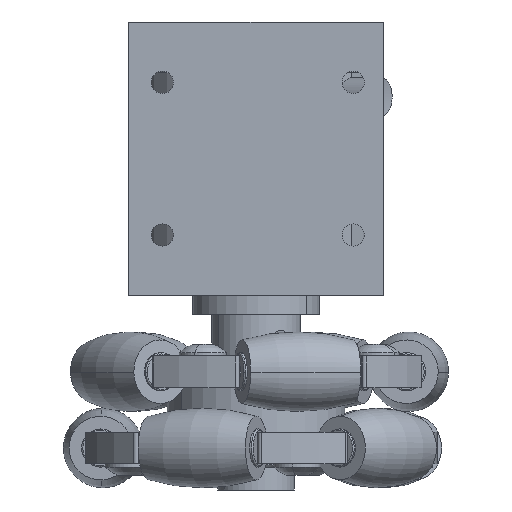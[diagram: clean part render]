
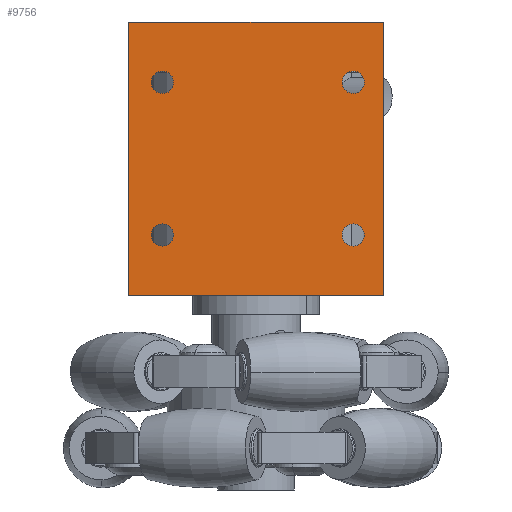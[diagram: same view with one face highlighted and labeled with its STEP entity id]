
A CAD part, front view. The second image highlights one B-rep face of the part: STEP entity #9756.
In plain terms, the highlighted planar face has unit normal (0, -1, 0).
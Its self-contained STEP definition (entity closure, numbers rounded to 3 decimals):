
#186 = CARTESIAN_POINT ( 'NONE',  ( 15.285, -1., 12. ) ) ;
#195 = EDGE_LOOP ( 'NONE', ( #2625, #10117 ) ) ;
#258 = EDGE_CURVE ( 'NONE', #9302, #10558, #6731, .T. ) ;
#360 = LINE ( 'NONE', #8716, #2025 ) ;
#390 = VERTEX_POINT ( 'NONE', #6712 ) ;
#747 = AXIS2_PLACEMENT_3D ( 'NONE', #8062, #4083, #1572 ) ;
#756 = CARTESIAN_POINT ( 'NONE',  ( 20., -1., 21.5 ) ) ;
#810 = DIRECTION ( 'NONE',  ( 0., 0., 1. ) ) ;
#840 = CARTESIAN_POINT ( 'NONE',  ( -14.715, -1., 10.25 ) ) ;
#854 = CARTESIAN_POINT ( 'NONE',  ( -14.715, -1., 12. ) ) ;
#899 = CIRCLE ( 'NONE', #9438, 1.75 ) ;
#936 = EDGE_CURVE ( 'NONE', #3508, #5036, #7578, .T. ) ;
#1068 = CARTESIAN_POINT ( 'NONE',  ( -14.715, -1., -10.25 ) ) ;
#1227 = CARTESIAN_POINT ( 'NONE',  ( -14.715, -1., -12. ) ) ;
#1304 = EDGE_LOOP ( 'NONE', ( #2767, #9543 ) ) ;
#1426 = CARTESIAN_POINT ( 'NONE',  ( 20., -1., -21.5 ) ) ;
#1446 = ORIENTED_EDGE ( 'NONE', *, *, #936, .T. ) ;
#1543 = EDGE_LOOP ( 'NONE', ( #3715, #7050 ) ) ;
#1572 = DIRECTION ( 'NONE',  ( 0., 0., 1. ) ) ;
#1952 = DIRECTION ( 'NONE',  ( 1., 0., 0. ) ) ;
#1999 = DIRECTION ( 'NONE',  ( 0., 0., -1. ) ) ;
#2025 = VECTOR ( 'NONE', #1999, 1000. ) ;
#2142 = CARTESIAN_POINT ( 'NONE',  ( 15.285, -1., -12. ) ) ;
#2352 = VERTEX_POINT ( 'NONE', #10207 ) ;
#2368 = VERTEX_POINT ( 'NONE', #6085 ) ;
#2404 = FACE_BOUND ( 'NONE', #1304, .T. ) ;
#2451 = VERTEX_POINT ( 'NONE', #5255 ) ;
#2454 = PLANE ( 'NONE',  #747 ) ;
#2458 = CARTESIAN_POINT ( 'NONE',  ( -14.715, -1., 12. ) ) ;
#2474 = ORIENTED_EDGE ( 'NONE', *, *, #3172, .T. ) ;
#2523 = DIRECTION ( 'NONE',  ( 0., 0., 1. ) ) ;
#2625 = ORIENTED_EDGE ( 'NONE', *, *, #10160, .T. ) ;
#2711 = DIRECTION ( 'NONE',  ( 0., 1., 0. ) ) ;
#2743 = VERTEX_POINT ( 'NONE', #1068 ) ;
#2767 = ORIENTED_EDGE ( 'NONE', *, *, #9546, .T. ) ;
#2820 = DIRECTION ( 'NONE',  ( 0., 1., 0. ) ) ;
#3021 = CIRCLE ( 'NONE', #3365, 1.75 ) ;
#3172 = EDGE_CURVE ( 'NONE', #5036, #3508, #6899, .T. ) ;
#3177 = DIRECTION ( 'NONE',  ( 0., 1., 0. ) ) ;
#3314 = EDGE_CURVE ( 'NONE', #2451, #2352, #360, .T. ) ;
#3365 = AXIS2_PLACEMENT_3D ( 'NONE', #186, #2711, #6036 ) ;
#3508 = VERTEX_POINT ( 'NONE', #840 ) ;
#3547 = ORIENTED_EDGE ( 'NONE', *, *, #5826, .F. ) ;
#3715 = ORIENTED_EDGE ( 'NONE', *, *, #7411, .T. ) ;
#4004 = ORIENTED_EDGE ( 'NONE', *, *, #9303, .T. ) ;
#4083 = DIRECTION ( 'NONE',  ( 0., 1., 0. ) ) ;
#4235 = LINE ( 'NONE', #7623, #6133 ) ;
#4333 = CARTESIAN_POINT ( 'NONE',  ( 15.285, -1., -10.25 ) ) ;
#4399 = DIRECTION ( 'NONE',  ( 0., 0., -1. ) ) ;
#4403 = VERTEX_POINT ( 'NONE', #756 ) ;
#4497 = CARTESIAN_POINT ( 'NONE',  ( 0., -1., 21.5 ) ) ;
#4848 = FACE_BOUND ( 'NONE', #1543, .T. ) ;
#4900 = FACE_BOUND ( 'NONE', #10608, .T. ) ;
#5036 = VERTEX_POINT ( 'NONE', #6088 ) ;
#5140 = LINE ( 'NONE', #4497, #9904 ) ;
#5255 = CARTESIAN_POINT ( 'NONE',  ( -20., -1., 21.5 ) ) ;
#5390 = EDGE_LOOP ( 'NONE', ( #3547, #6889, #4004, #6468 ) ) ;
#5434 = DIRECTION ( 'NONE',  ( 0., 0., 1. ) ) ;
#5466 = DIRECTION ( 'NONE',  ( 0., 1., 0. ) ) ;
#5504 = DIRECTION ( 'NONE',  ( 0., 1., 0. ) ) ;
#5622 = VECTOR ( 'NONE', #1952, 1000. ) ;
#5630 = DIRECTION ( 'NONE',  ( 0., 1., 0. ) ) ;
#5773 = DIRECTION ( 'NONE',  ( 0., 0., 1. ) ) ;
#5826 = EDGE_CURVE ( 'NONE', #2451, #4403, #5140, .T. ) ;
#5912 = VERTEX_POINT ( 'NONE', #1426 ) ;
#6036 = DIRECTION ( 'NONE',  ( 0., 0., 1. ) ) ;
#6085 = CARTESIAN_POINT ( 'NONE',  ( 15.285, -1., 13.75 ) ) ;
#6088 = CARTESIAN_POINT ( 'NONE',  ( -14.715, -1., 13.75 ) ) ;
#6133 = VECTOR ( 'NONE', #4399, 1000. ) ;
#6288 = CIRCLE ( 'NONE', #7673, 1.75 ) ;
#6326 = DIRECTION ( 'NONE',  ( 0., 0., 1. ) ) ;
#6342 = AXIS2_PLACEMENT_3D ( 'NONE', #1227, #2820, #5434 ) ;
#6468 = ORIENTED_EDGE ( 'NONE', *, *, #8339, .F. ) ;
#6712 = CARTESIAN_POINT ( 'NONE',  ( 15.285, -1., 10.25 ) ) ;
#6731 = CIRCLE ( 'NONE', #9661, 1.75 ) ;
#6889 = ORIENTED_EDGE ( 'NONE', *, *, #3314, .T. ) ;
#6899 = CIRCLE ( 'NONE', #7432, 1.75 ) ;
#6974 = LINE ( 'NONE', #8389, #5622 ) ;
#7050 = ORIENTED_EDGE ( 'NONE', *, *, #9536, .T. ) ;
#7279 = DIRECTION ( 'NONE',  ( 0., 0., 1. ) ) ;
#7411 = EDGE_CURVE ( 'NONE', #2368, #390, #6288, .T. ) ;
#7432 = AXIS2_PLACEMENT_3D ( 'NONE', #2458, #10726, #5773 ) ;
#7449 = VERTEX_POINT ( 'NONE', #10691 ) ;
#7578 = CIRCLE ( 'NONE', #10180, 1.75 ) ;
#7623 = CARTESIAN_POINT ( 'NONE',  ( 20., -1., 0. ) ) ;
#7673 = AXIS2_PLACEMENT_3D ( 'NONE', #8198, #5630, #2523 ) ;
#7719 = CARTESIAN_POINT ( 'NONE',  ( 15.285, -1., -12. ) ) ;
#8062 = CARTESIAN_POINT ( 'NONE',  ( 0., -1., 0. ) ) ;
#8198 = CARTESIAN_POINT ( 'NONE',  ( 15.285, -1., 12. ) ) ;
#8339 = EDGE_CURVE ( 'NONE', #4403, #5912, #4235, .T. ) ;
#8389 = CARTESIAN_POINT ( 'NONE',  ( 0., -1., -21.5 ) ) ;
#8535 = DIRECTION ( 'NONE',  ( 0., 1., 0. ) ) ;
#8716 = CARTESIAN_POINT ( 'NONE',  ( -20., -1., 0. ) ) ;
#8931 = FACE_BOUND ( 'NONE', #195, .T. ) ;
#9041 = FACE_OUTER_BOUND ( 'NONE', #5390, .T. ) ;
#9104 = CIRCLE ( 'NONE', #9967, 1.75 ) ;
#9252 = CARTESIAN_POINT ( 'NONE',  ( 15.285, -1., -13.75 ) ) ;
#9302 = VERTEX_POINT ( 'NONE', #9252 ) ;
#9303 = EDGE_CURVE ( 'NONE', #2352, #5912, #6974, .T. ) ;
#9389 = DIRECTION ( 'NONE',  ( 1., 0., 0. ) ) ;
#9428 = EDGE_CURVE ( 'NONE', #7449, #2743, #899, .T. ) ;
#9438 = AXIS2_PLACEMENT_3D ( 'NONE', #9473, #5504, #6326 ) ;
#9473 = CARTESIAN_POINT ( 'NONE',  ( -14.715, -1., -12. ) ) ;
#9536 = EDGE_CURVE ( 'NONE', #390, #2368, #3021, .T. ) ;
#9543 = ORIENTED_EDGE ( 'NONE', *, *, #258, .T. ) ;
#9546 = EDGE_CURVE ( 'NONE', #10558, #9302, #9104, .T. ) ;
#9661 = AXIS2_PLACEMENT_3D ( 'NONE', #2142, #5466, #7279 ) ;
#9756 = ADVANCED_FACE ( 'NONE', ( #4848, #4900, #2404, #8931, #9041 ), #2454, .F. ) ;
#9904 = VECTOR ( 'NONE', #9389, 1000. ) ;
#9967 = AXIS2_PLACEMENT_3D ( 'NONE', #7719, #8535, #10218 ) ;
#10117 = ORIENTED_EDGE ( 'NONE', *, *, #9428, .T. ) ;
#10147 = CIRCLE ( 'NONE', #6342, 1.75 ) ;
#10160 = EDGE_CURVE ( 'NONE', #2743, #7449, #10147, .T. ) ;
#10180 = AXIS2_PLACEMENT_3D ( 'NONE', #854, #3177, #810 ) ;
#10207 = CARTESIAN_POINT ( 'NONE',  ( -20., -1., -21.5 ) ) ;
#10218 = DIRECTION ( 'NONE',  ( 0., 0., 1. ) ) ;
#10558 = VERTEX_POINT ( 'NONE', #4333 ) ;
#10608 = EDGE_LOOP ( 'NONE', ( #2474, #1446 ) ) ;
#10691 = CARTESIAN_POINT ( 'NONE',  ( -14.715, -1., -13.75 ) ) ;
#10726 = DIRECTION ( 'NONE',  ( 0., 1., 0. ) ) ;
